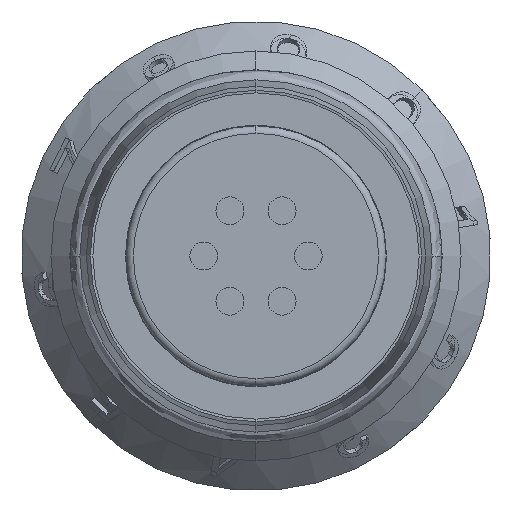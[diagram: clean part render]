
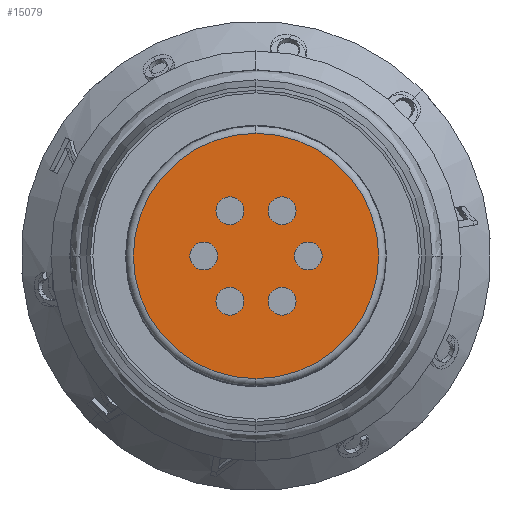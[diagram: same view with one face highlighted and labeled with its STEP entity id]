
A CAD part, left-side view. The second image highlights one B-rep face of the part: STEP entity #15079.
In plain terms, the highlighted planar face has unit normal (-1, 0, 0).
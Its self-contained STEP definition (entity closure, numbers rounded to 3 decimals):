
#420 = CARTESIAN_POINT ( 'NONE',  ( -8.017, 2.15, -2.425 ) ) ;
#432 = ORIENTED_EDGE ( 'NONE', *, *, #16766, .T. ) ;
#569 = EDGE_CURVE ( 'NONE', #29454, #21602, #28871, .T. ) ;
#908 = DIRECTION ( 'NONE',  ( -1., 0., 0. ) ) ;
#1019 = CIRCLE ( 'NONE', #7646, 0.75 ) ;
#1230 = CARTESIAN_POINT ( 'NONE',  ( -8.017, 0., 0. ) ) ;
#1249 = AXIS2_PLACEMENT_3D ( 'NONE', #1230, #6216, #12354 ) ;
#1323 = DIRECTION ( 'NONE',  ( 0., 1., 0. ) ) ;
#2180 = CARTESIAN_POINT ( 'NONE',  ( -8.017, 1.4, 2.425 ) ) ;
#2420 = CARTESIAN_POINT ( 'NONE',  ( -8.017, 0., 0. ) ) ;
#2422 = ORIENTED_EDGE ( 'NONE', *, *, #2766, .F. ) ;
#2766 = EDGE_CURVE ( 'NONE', #16603, #8374, #4055, .T. ) ;
#2774 = ORIENTED_EDGE ( 'NONE', *, *, #3385, .F. ) ;
#2776 = DIRECTION ( 'NONE',  ( 0., 1., 0. ) ) ;
#2778 = CARTESIAN_POINT ( 'NONE',  ( -8.017, 1.4, -2.425 ) ) ;
#3227 = EDGE_CURVE ( 'NONE', #22297, #10948, #3556, .T. ) ;
#3385 = EDGE_CURVE ( 'NONE', #10948, #22297, #22836, .T. ) ;
#3410 = CARTESIAN_POINT ( 'NONE',  ( -8.017, -0.65, 2.425 ) ) ;
#3556 = CIRCLE ( 'NONE', #28909, 0.75 ) ;
#3579 = EDGE_CURVE ( 'NONE', #31246, #24350, #1019, .T. ) ;
#4053 = DIRECTION ( 'NONE',  ( -1., 0., 0. ) ) ;
#4055 = CIRCLE ( 'NONE', #20244, 0.75 ) ;
#4295 = DIRECTION ( 'NONE',  ( -1., 0., 0. ) ) ;
#4414 = CARTESIAN_POINT ( 'NONE',  ( -8.017, -0.65, -2.425 ) ) ;
#4624 = CARTESIAN_POINT ( 'NONE',  ( -8.017, 0., -6.58 ) ) ;
#4673 = FACE_BOUND ( 'NONE', #18216, .T. ) ;
#4892 = VERTEX_POINT ( 'NONE', #6768 ) ;
#4907 = EDGE_CURVE ( 'NONE', #8374, #16603, #7291, .T. ) ;
#5194 = ORIENTED_EDGE ( 'NONE', *, *, #16868, .F. ) ;
#5404 = EDGE_CURVE ( 'NONE', #12711, #11214, #7333, .T. ) ;
#6216 = DIRECTION ( 'NONE',  ( -1., 0., 0. ) ) ;
#6283 = CARTESIAN_POINT ( 'NONE',  ( -8.017, 3.55, 0. ) ) ;
#6306 = EDGE_CURVE ( 'NONE', #4892, #16933, #30658, .T. ) ;
#6331 = CARTESIAN_POINT ( 'NONE',  ( -8.017, -1.4, 2.425 ) ) ;
#6397 = DIRECTION ( 'NONE',  ( -1., 0., 0. ) ) ;
#6768 = CARTESIAN_POINT ( 'NONE',  ( -8.017, 0.65, 2.425 ) ) ;
#7054 = DIRECTION ( 'NONE',  ( -1., 0., 0. ) ) ;
#7056 = FACE_BOUND ( 'NONE', #20004, .T. ) ;
#7253 = AXIS2_PLACEMENT_3D ( 'NONE', #7976, #15787, #17826 ) ;
#7291 = CIRCLE ( 'NONE', #25010, 0.75 ) ;
#7324 = CARTESIAN_POINT ( 'NONE',  ( -8.017, 2.8, 0. ) ) ;
#7333 = CIRCLE ( 'NONE', #25590, 0.75 ) ;
#7387 = EDGE_LOOP ( 'NONE', ( #2774, #14193 ) ) ;
#7646 = AXIS2_PLACEMENT_3D ( 'NONE', #7324, #14163, #23834 ) ;
#7886 = ORIENTED_EDGE ( 'NONE', *, *, #4907, .F. ) ;
#7976 = CARTESIAN_POINT ( 'NONE',  ( -8.017, 4.253, 0. ) ) ;
#8240 = DIRECTION ( 'NONE',  ( 0., 0.5, -0.866 ) ) ;
#8374 = VERTEX_POINT ( 'NONE', #17588 ) ;
#8394 = AXIS2_PLACEMENT_3D ( 'NONE', #6331, #13462, #13770 ) ;
#8893 = CARTESIAN_POINT ( 'NONE',  ( -8.017, 0., 6.58 ) ) ;
#9109 = CARTESIAN_POINT ( 'NONE',  ( -8.017, -1.4, -2.425 ) ) ;
#9335 = DIRECTION ( 'NONE',  ( 0., -1., 0. ) ) ;
#9456 = ORIENTED_EDGE ( 'NONE', *, *, #22746, .F. ) ;
#9543 = AXIS2_PLACEMENT_3D ( 'NONE', #2420, #12138, #24040 ) ;
#10339 = CARTESIAN_POINT ( 'NONE',  ( -8.017, -1.4, -2.425 ) ) ;
#10423 = CIRCLE ( 'NONE', #8394, 0.75 ) ;
#10704 = ORIENTED_EDGE ( 'NONE', *, *, #21323, .F. ) ;
#10948 = VERTEX_POINT ( 'NONE', #19250 ) ;
#11084 = CIRCLE ( 'NONE', #18711, 0.75 ) ;
#11090 = CARTESIAN_POINT ( 'NONE',  ( -8.017, -1.4, 2.425 ) ) ;
#11214 = VERTEX_POINT ( 'NONE', #420 ) ;
#11436 = CARTESIAN_POINT ( 'NONE',  ( -8.017, 2.8, 0. ) ) ;
#12138 = DIRECTION ( 'NONE',  ( -1., 0., 0. ) ) ;
#12354 = DIRECTION ( 'NONE',  ( 0., 0., 1. ) ) ;
#12607 = AXIS2_PLACEMENT_3D ( 'NONE', #11436, #6397, #9335 ) ;
#12711 = VERTEX_POINT ( 'NONE', #24020 ) ;
#12824 = DIRECTION ( 'NONE',  ( -1., 0., 0. ) ) ;
#13235 = AXIS2_PLACEMENT_3D ( 'NONE', #10339, #29720, #14978 ) ;
#13415 = CARTESIAN_POINT ( 'NONE',  ( -8.017, 2.05, 0. ) ) ;
#13459 = ORIENTED_EDGE ( 'NONE', *, *, #569, .F. ) ;
#13462 = DIRECTION ( 'NONE',  ( -1., 0., 0. ) ) ;
#13638 = CARTESIAN_POINT ( 'NONE',  ( -8.017, 1.4, -2.425 ) ) ;
#13755 = CARTESIAN_POINT ( 'NONE',  ( -8.017, -2.15, 2.425 ) ) ;
#13770 = DIRECTION ( 'NONE',  ( 0., 0.5, -0.866 ) ) ;
#13982 = AXIS2_PLACEMENT_3D ( 'NONE', #2778, #17414, #24868 ) ;
#14163 = DIRECTION ( 'NONE',  ( -1., 0., 0. ) ) ;
#14193 = ORIENTED_EDGE ( 'NONE', *, *, #3227, .F. ) ;
#14978 = DIRECTION ( 'NONE',  ( 0., 0.5, 0.866 ) ) ;
#15079 = ADVANCED_FACE ( 'NONE', ( #22122, #7056, #26401, #4673, #27009, #19429, #19582 ), #29093, .F. ) ;
#15449 = CARTESIAN_POINT ( 'NONE',  ( -8.017, 1.4, 2.425 ) ) ;
#15787 = DIRECTION ( 'NONE',  ( 1., 0., 0. ) ) ;
#16084 = DIRECTION ( 'NONE',  ( -1., 0., 0. ) ) ;
#16172 = CARTESIAN_POINT ( 'NONE',  ( -8.017, 2.15, 2.425 ) ) ;
#16603 = VERTEX_POINT ( 'NONE', #21317 ) ;
#16732 = DIRECTION ( 'NONE',  ( 0., 0.5, 0.866 ) ) ;
#16766 = EDGE_CURVE ( 'NONE', #28018, #18435, #31207, .T. ) ;
#16868 = EDGE_CURVE ( 'NONE', #21602, #29454, #10423, .T. ) ;
#16933 = VERTEX_POINT ( 'NONE', #16172 ) ;
#16952 = ORIENTED_EDGE ( 'NONE', *, *, #5404, .F. ) ;
#17343 = EDGE_LOOP ( 'NONE', ( #28434, #9456 ) ) ;
#17414 = DIRECTION ( 'NONE',  ( -1., 0., 0. ) ) ;
#17576 = CARTESIAN_POINT ( 'NONE',  ( -8.017, -2.8, 0. ) ) ;
#17588 = CARTESIAN_POINT ( 'NONE',  ( -8.017, -2.05, 0. ) ) ;
#17826 = DIRECTION ( 'NONE',  ( 0., 0., -1. ) ) ;
#18216 = EDGE_LOOP ( 'NONE', ( #5194, #13459 ) ) ;
#18435 = VERTEX_POINT ( 'NONE', #8893 ) ;
#18535 = CIRCLE ( 'NONE', #13982, 0.75 ) ;
#18544 = DIRECTION ( 'NONE',  ( -1., 0., 0. ) ) ;
#18711 = AXIS2_PLACEMENT_3D ( 'NONE', #15449, #16084, #28125 ) ;
#19250 = CARTESIAN_POINT ( 'NONE',  ( -8.017, -2.15, -2.425 ) ) ;
#19429 = FACE_BOUND ( 'NONE', #7387, .T. ) ;
#19582 = FACE_BOUND ( 'NONE', #19647, .T. ) ;
#19647 = EDGE_LOOP ( 'NONE', ( #16952, #31371 ) ) ;
#20004 = EDGE_LOOP ( 'NONE', ( #31025, #10704 ) ) ;
#20244 = AXIS2_PLACEMENT_3D ( 'NONE', #17576, #12824, #2776 ) ;
#20504 = EDGE_LOOP ( 'NONE', ( #28094, #432 ) ) ;
#21317 = CARTESIAN_POINT ( 'NONE',  ( -8.017, -3.55, 0. ) ) ;
#21323 = EDGE_CURVE ( 'NONE', #24350, #31246, #26271, .T. ) ;
#21602 = VERTEX_POINT ( 'NONE', #13755 ) ;
#21682 = EDGE_CURVE ( 'NONE', #18435, #28018, #30894, .T. ) ;
#22122 = FACE_OUTER_BOUND ( 'NONE', #20504, .T. ) ;
#22297 = VERTEX_POINT ( 'NONE', #4414 ) ;
#22746 = EDGE_CURVE ( 'NONE', #16933, #4892, #11084, .T. ) ;
#22836 = CIRCLE ( 'NONE', #13235, 0.75 ) ;
#23834 = DIRECTION ( 'NONE',  ( 0., -1., 0. ) ) ;
#24020 = CARTESIAN_POINT ( 'NONE',  ( -8.017, 0.65, -2.425 ) ) ;
#24040 = DIRECTION ( 'NONE',  ( 0., 0., 1. ) ) ;
#24251 = EDGE_LOOP ( 'NONE', ( #2422, #7886 ) ) ;
#24350 = VERTEX_POINT ( 'NONE', #6283 ) ;
#24868 = DIRECTION ( 'NONE',  ( 0., -0.5, 0.866 ) ) ;
#25010 = AXIS2_PLACEMENT_3D ( 'NONE', #28346, #4053, #1323 ) ;
#25493 = EDGE_CURVE ( 'NONE', #11214, #12711, #18535, .T. ) ;
#25590 = AXIS2_PLACEMENT_3D ( 'NONE', #13638, #18544, #25834 ) ;
#25834 = DIRECTION ( 'NONE',  ( 0., -0.5, 0.866 ) ) ;
#26271 = CIRCLE ( 'NONE', #12607, 0.75 ) ;
#26342 = DIRECTION ( 'NONE',  ( 0., -0.5, -0.866 ) ) ;
#26401 = FACE_BOUND ( 'NONE', #17343, .T. ) ;
#27009 = FACE_BOUND ( 'NONE', #24251, .T. ) ;
#28018 = VERTEX_POINT ( 'NONE', #4624 ) ;
#28094 = ORIENTED_EDGE ( 'NONE', *, *, #21682, .T. ) ;
#28125 = DIRECTION ( 'NONE',  ( 0., -0.5, -0.866 ) ) ;
#28346 = CARTESIAN_POINT ( 'NONE',  ( -8.017, -2.8, 0. ) ) ;
#28434 = ORIENTED_EDGE ( 'NONE', *, *, #6306, .F. ) ;
#28871 = CIRCLE ( 'NONE', #29369, 0.75 ) ;
#28909 = AXIS2_PLACEMENT_3D ( 'NONE', #9109, #7054, #16732 ) ;
#29093 = PLANE ( 'NONE',  #7253 ) ;
#29369 = AXIS2_PLACEMENT_3D ( 'NONE', #11090, #908, #8240 ) ;
#29454 = VERTEX_POINT ( 'NONE', #3410 ) ;
#29720 = DIRECTION ( 'NONE',  ( -1., 0., 0. ) ) ;
#30152 = AXIS2_PLACEMENT_3D ( 'NONE', #2180, #4295, #26342 ) ;
#30658 = CIRCLE ( 'NONE', #30152, 0.75 ) ;
#30894 = CIRCLE ( 'NONE', #9543, 6.58 ) ;
#31025 = ORIENTED_EDGE ( 'NONE', *, *, #3579, .F. ) ;
#31207 = CIRCLE ( 'NONE', #1249, 6.58 ) ;
#31246 = VERTEX_POINT ( 'NONE', #13415 ) ;
#31371 = ORIENTED_EDGE ( 'NONE', *, *, #25493, .F. ) ;
